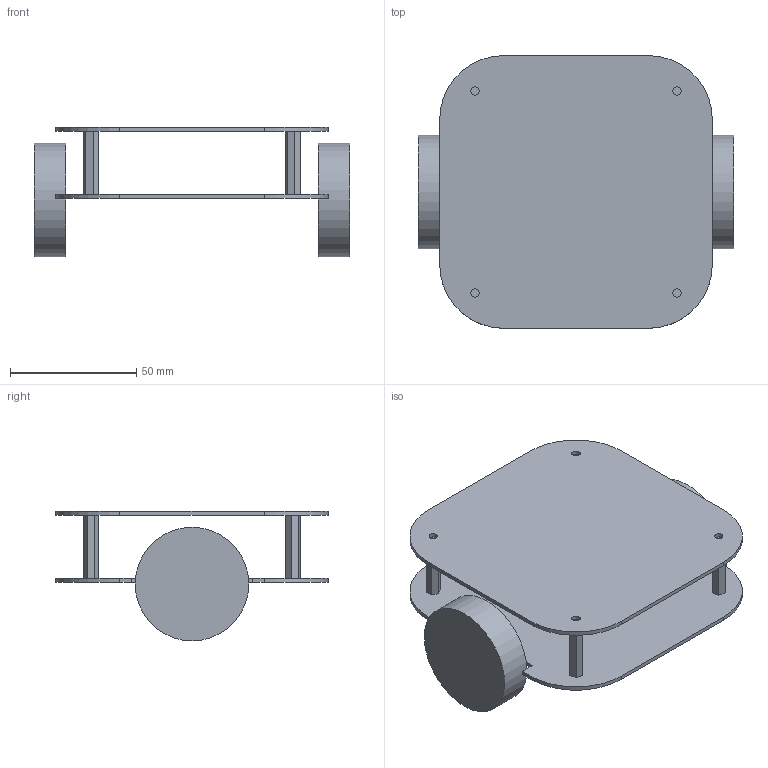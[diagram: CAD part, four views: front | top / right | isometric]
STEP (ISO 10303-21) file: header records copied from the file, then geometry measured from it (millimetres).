
FILE_DESCRIPTION(/* description */ (''),/* implementation_level */ '2;1');
FILE_NAME(/* name */ '1725085a-d65f-4049-9033-74683e781ce5.stp',/* time_stamp */ '2022-05-11T16:34:44Z',/* author */ (''),/* organization */ (''),/* preprocessor_version */ 'ST-DEVELOPER v19',/* originating_system */ 'Autodesk Translation Framework v11.7.0.108',/* authorisation */ '');
FILE_SCHEMA (('AUTOMOTIVE_DESIGN { 1 0 10303 214 3 1 1 }'));
Length unit declared in the file: millimetre
Products named in the file (5): NIBO-Burger_Tuning; Nibo Burger PCB Bottom; Nibo Burger PCB Top; Nibo Burger Wheels; Nibo Burger PCB Standoff
Assembly tree (4 placements, depth 2):
  NIBO-Burger_Tuning
    Nibo Burger PCB Bottom
    Nibo Burger PCB Top
    Nibo Burger Wheels
    Nibo Burger PCB Standoff
Bounding box: 125 x 108 x 51.4 mm (x, y, z)
Volume: 76524.2 mm3; surface area: 56459.9 mm2
Topology: 8 solids, 8 shells, 74 faces, 174 edges, 116 vertices
Faces by surface type: plane 56, cylinder 18
Full cylindrical faces by diameter (mm): 3.3 x8, 45 x2
Entity records: 2291 total; most frequent: DIRECTION 376, CARTESIAN_POINT 373, ORIENTED_EDGE 348, EDGE_CURVE 174, LINE 138, VECTOR 138, AXIS2_PLACEMENT_3D 119, VERTEX_POINT 116
